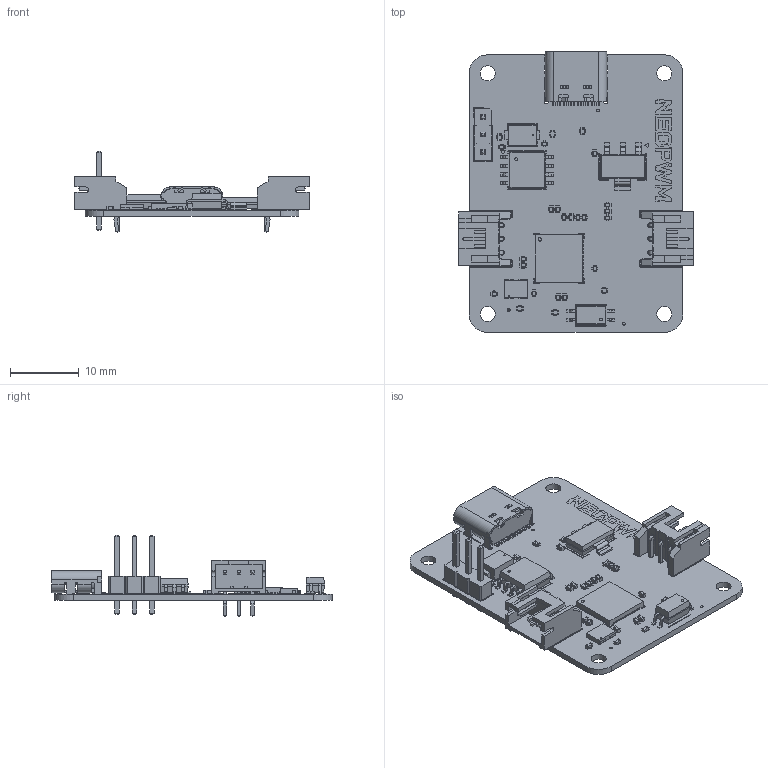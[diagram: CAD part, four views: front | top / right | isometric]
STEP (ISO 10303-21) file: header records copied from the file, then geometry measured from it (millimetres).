
FILE_DESCRIPTION(('KiCad electronic assembly'),'2;1');
FILE_NAME('NeoPWM.step','2025-06-05T08:17:11',('Pcbnew'),('Kicad'), 'Open CASCADE STEP processor 7.8','KiCad to STEP converter','Unknown' );
FILE_SCHEMA(('AUTOMOTIVE_DESIGN { 1 0 10303 214 1 1 1 1 }'));
Length unit declared in the file: millimetre
Products named in the file (15): NeoPWM 1; C_0402_1005Metric; PinHeader_1x03_P2.54mm_Vertical; SOT-223; R_0402_1005Metric; JST_PH_S3B-PH-K_1x03_P2.00mm_Horizontal; QFN-56-1EP_7x7mm_P0.4mm_EP5.6x5.6mm; LTV-217-B-G; ABM8-272-T3_ABR; SW_TS-1088_XNP; SOIC-8_5.3x5.3mm_P1.27mm; TYPE-C-31-M-12; NeoPWM_silkscreen; NeoPWM_PCB
Assembly tree (38 placements, depth 3):
  NeoPWM 1
    C_0402_1005Metric  x16
    PinHeader_1x03_P2.54mm_Vertical
    SOT-223
    R_0402_1005Metric  x9
    JST_PH_S3B-PH-K_1x03_P2.00mm_Horizontal  x2
    QFN-56-1EP_7x7mm_P0.4mm_EP5.6x5.6mm
    LTV-217-B-G
    ABM8-272-T3_ABR
    SW_TS-1088_XNP
    SOIC-8_5.3x5.3mm_P1.27mm
    TYPE-C-31-M-12
      TYPE-C-31-M-12
    NeoPWM_silkscreen
    NeoPWM_PCB
Bounding box: 34.2 x 40.98 x 11.94 mm (x, y, z)
Volume: 1737.4 mm3; surface area: 4718.6 mm2
Topology: 90 solids, 179 shells, 2576 faces, 7116 edges, 4863 vertices
Faces by surface type: plane 1969, cylinder 563, bspline 24, cone 20
Full cylindrical faces by diameter (mm): 0.13 x1, 0.199 x1, 0.35 x9, 0.5 x1, 0.6 x2, 0.75 x6, 1 x3, 2.2 x4
Entity records: 66118 total; most frequent: CARTESIAN_POINT 10860, ORIENTED_EDGE 9547, DIRECTION 9427, EDGE_CURVE 5098, LINE 4199, VECTOR 4199, VERTEX_POINT 3535, AXIS2_PLACEMENT_3D 2614
